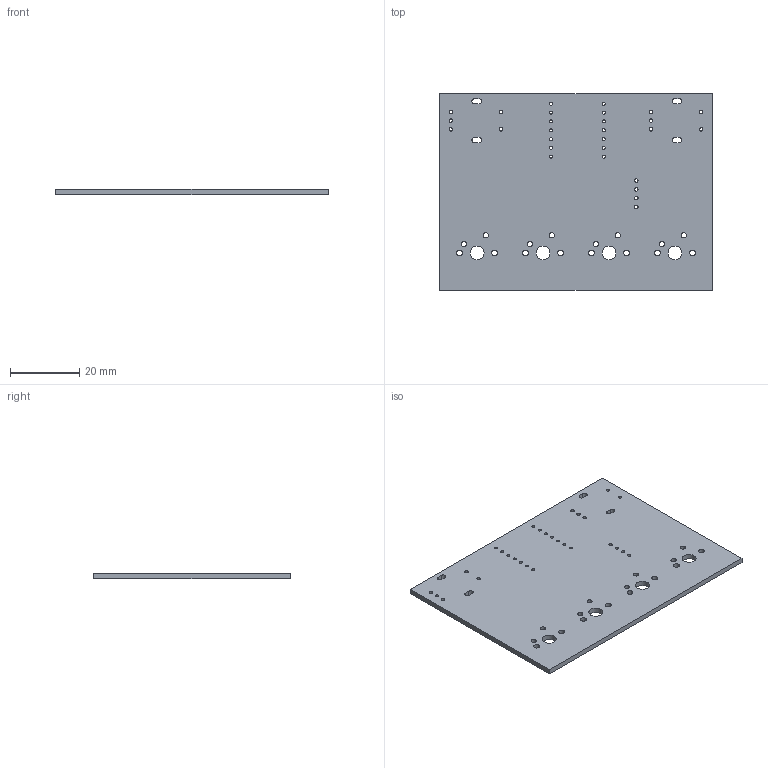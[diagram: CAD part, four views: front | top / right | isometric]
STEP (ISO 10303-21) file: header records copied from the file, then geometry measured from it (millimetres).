
FILE_DESCRIPTION(/* description */ ('KiCad electronic assembly'),/* implementation_level */ '2;1');
FILE_NAME(/* name */ 'MacroPad STEP.step',/* time_stamp */ '2026-01-07T00:11:59-07:00',/* author */ (''),/* organization */ (''),/* preprocessor_version */ 'ST-DEVELOPER v20.1',/* originating_system */ 'Autodesk Translation Framework v14.21.0.0',/* authorisation */ '');
FILE_SCHEMA (('AUTOMOTIVE_DESIGN { 1 0 10303 214 3 1 1 }'));
Length unit declared in the file: millimetre
Products named in the file (2): MacroPad STEP 1; MacroPad_PCB
Assembly tree (1 placements, depth 2):
  MacroPad STEP 1
    MacroPad_PCB
Bounding box: 78.8 x 56.8 x 1.51 mm (x, y, z)
Volume: 6581.7 mm3; surface area: 9493.9 mm2
Topology: 1 solids, 1 shells, 70 faces, 204 edges, 136 vertices
Faces by surface type: cylinder 56, plane 14
Full cylindrical faces by diameter (mm): 0.889 x14, 1 x14, 1.5 x8, 1.7 x8, 4 x4
Entity records: 2648 total; most frequent: DIRECTION 462, CARTESIAN_POINT 413, ORIENTED_EDGE 408, EDGE_CURVE 204, AXIS2_PLACEMENT_3D 185, EDGE_LOOP 174, VERTEX_POINT 136, CIRCLE 112
